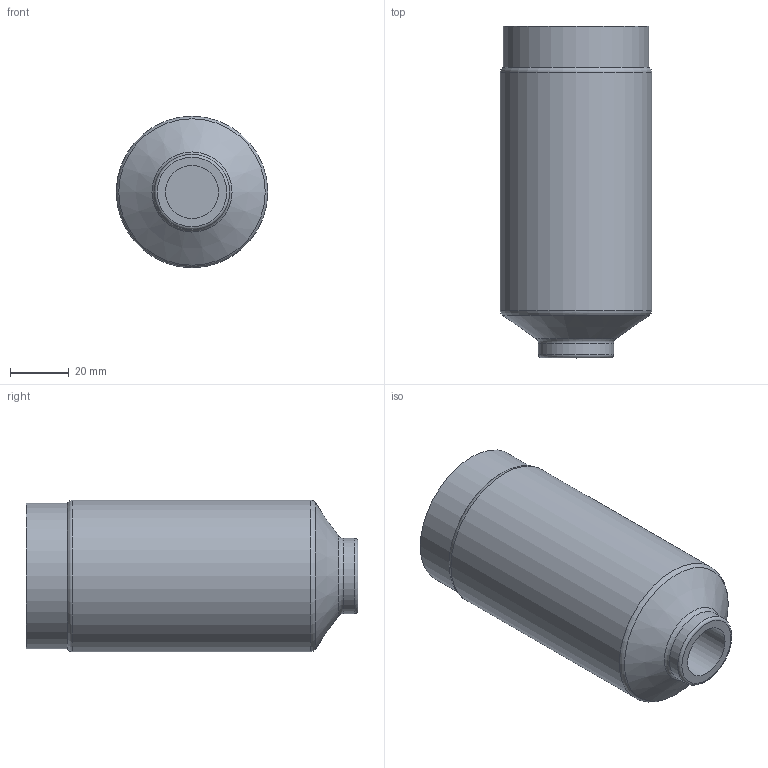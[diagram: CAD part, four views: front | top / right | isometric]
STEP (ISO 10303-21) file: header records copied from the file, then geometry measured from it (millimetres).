
FILE_DESCRIPTION(/* description */ (''),/* implementation_level */ '2;1');
FILE_NAME(/* name */ 'Tangled Spool Holder A4 - Axle.step',/* time_stamp */ '2025-05-25T11:22:18-06:00',/* author */ (''),/* organization */ (''),/* preprocessor_version */ 'ST-DEVELOPER v20.1',/* originating_system */ 'Autodesk Translation Framework v14.4.0.0',/* authorisation */ '');
FILE_SCHEMA (('AUTOMOTIVE_DESIGN { 1 0 10303 214 3 1 1 }'));
Length unit declared in the file: millimetre
Products named in the file (1): Axle
Bounding box: 51.6 x 113 x 51.6 mm (x, y, z)
Volume: 170726.2 mm3; surface area: 41714.3 mm2
Topology: 1 solids, 5 shells, 60 faces, 140 edges, 93 vertices
Faces by surface type: plane 21, cylinder 18, cone 16, torus 5
Full cylindrical faces by diameter (mm): 18 x1, 25.6 x2, 43.6 x1, 49.6 x1, 51.6 x1
Entity records: 1767 total; most frequent: DIRECTION 328, CARTESIAN_POINT 294, ORIENTED_EDGE 280, EDGE_CURVE 140, AXIS2_PLACEMENT_3D 127, VERTEX_POINT 93, LINE 74, VECTOR 74
